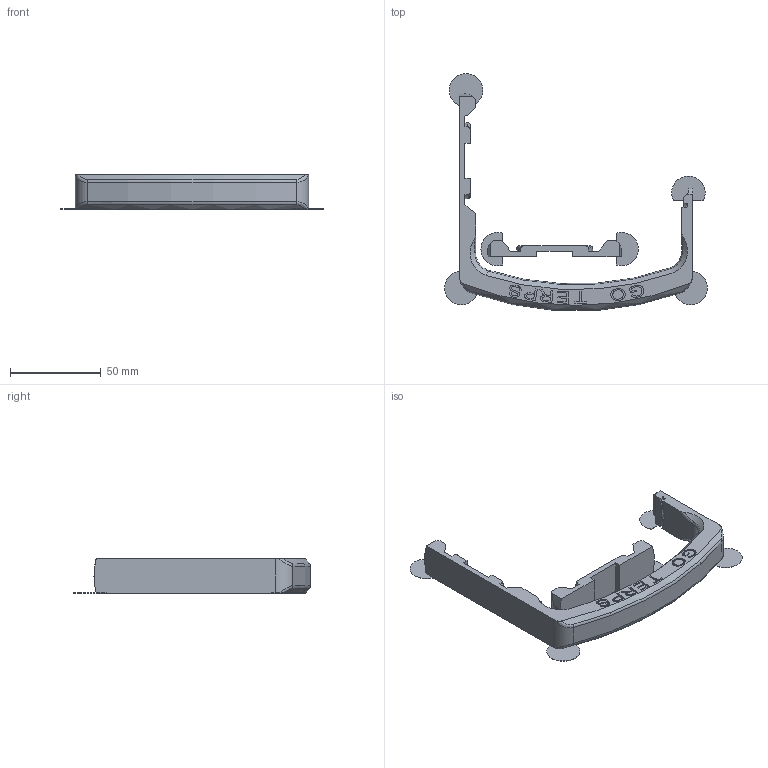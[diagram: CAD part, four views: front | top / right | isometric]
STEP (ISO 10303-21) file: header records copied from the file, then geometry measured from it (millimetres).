
FILE_DESCRIPTION(/* description */ (''),/* implementation_level */ '2;1');
FILE_NAME(/* name */ 'Can-Handle_Go-Terps_anchored_02.stp',/* time_stamp */ '2015-11-18T14:30:24-05:00',/* author */ ('agranados'),/* organization */ (''),/* preprocessor_version */ 'ST-DEVELOPER v16.1',/* originating_system */ 'AutoCAD Mechanical',/* authorisation */ '');
FILE_SCHEMA (('AUTOMOTIVE_DESIGN { 1 0 10303 214 3 1 1 }'));
Length unit declared in the file: inch
Products named in the file (1): Product
Bounding box: 145.03 x 130.75 x 19.05 mm (x, y, z)
Volume: 56937.6 mm3; surface area: 22720.7 mm2
Topology: 8 solids, 8 shells, 482 faces, 1367 edges, 911 vertices
Faces by surface type: plane 420, cylinder 27, torus 14, cone 13, bspline 8
Full cylindrical faces by diameter (mm): 18.468 x3
Entity records: 15804 total; most frequent: CARTESIAN_POINT 3318, ORIENTED_EDGE 2728, DIRECTION 2338, EDGE_CURVE 1364, LINE 1204, VECTOR 1204, VERTEX_POINT 911, AXIS2_PLACEMENT_3D 567
